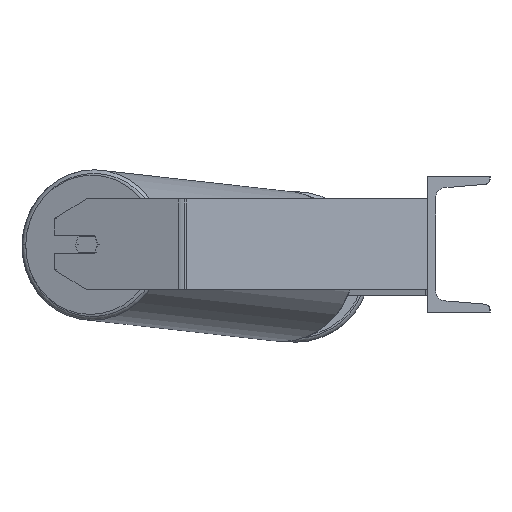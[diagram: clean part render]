
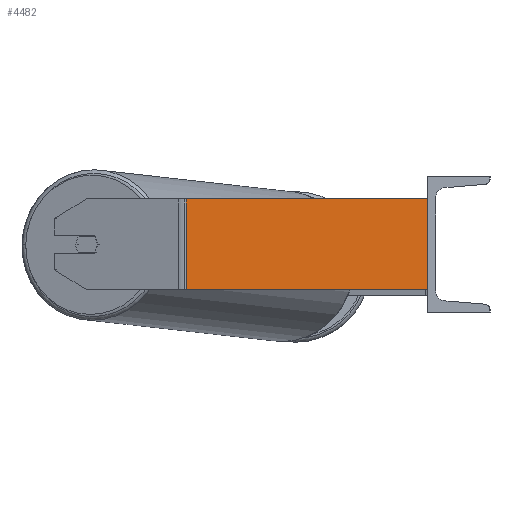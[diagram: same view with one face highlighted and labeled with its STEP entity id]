
A CAD part, left-side view. The second image highlights one B-rep face of the part: STEP entity #4482.
In plain terms, the highlighted planar face has unit normal (-0.996, -0.087, 0).
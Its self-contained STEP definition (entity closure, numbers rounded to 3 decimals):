
#48 = EDGE_LOOP ( 'NONE', ( #5692, #7529, #3011, #6882 ) ) ;
#560 = CARTESIAN_POINT ( 'NONE',  ( -803.653, 213.209, 40. ) ) ;
#597 = LINE ( 'NONE', #5541, #6640 ) ;
#1067 = VECTOR ( 'NONE', #1177, 1000. ) ;
#1177 = DIRECTION ( 'NONE',  ( 0.087, -0.996, 0. ) ) ;
#1180 = PLANE ( 'NONE',  #3121 ) ;
#1277 = LINE ( 'NONE', #4695, #1067 ) ;
#1341 = CARTESIAN_POINT ( 'NONE',  ( -785., 0., -40. ) ) ;
#1378 = DIRECTION ( 'NONE',  ( 0.087, -0.996, 0. ) ) ;
#1954 = DIRECTION ( 'NONE',  ( 0., 0., -1. ) ) ;
#2042 = LINE ( 'NONE', #7684, #8082 ) ;
#2840 = VERTEX_POINT ( 'NONE', #560 ) ;
#3011 = ORIENTED_EDGE ( 'NONE', *, *, #7729, .F. ) ;
#3121 = AXIS2_PLACEMENT_3D ( 'NONE', #4008, #3213, #6825 ) ;
#3213 = DIRECTION ( 'NONE',  ( 0.996, 0.087, 0. ) ) ;
#3863 = EDGE_CURVE ( 'NONE', #7826, #3917, #2042, .T. ) ;
#3917 = VERTEX_POINT ( 'NONE', #1341 ) ;
#4008 = CARTESIAN_POINT ( 'NONE',  ( -803.963, 216.743, 40. ) ) ;
#4482 = ADVANCED_FACE ( 'NONE', ( #5341 ), #1180, .F. ) ;
#4695 = CARTESIAN_POINT ( 'NONE',  ( -803.963, 216.743, 40. ) ) ;
#4709 = CARTESIAN_POINT ( 'NONE',  ( -803.653, 213.209, -40. ) ) ;
#4770 = CARTESIAN_POINT ( 'NONE',  ( -803.653, 213.209, 40. ) ) ;
#4892 = EDGE_CURVE ( 'NONE', #2840, #8941, #6098, .T. ) ;
#5341 = FACE_OUTER_BOUND ( 'NONE', #48, .T. ) ;
#5541 = CARTESIAN_POINT ( 'NONE',  ( -803.963, 216.743, -40. ) ) ;
#5692 = ORIENTED_EDGE ( 'NONE', *, *, #6398, .T. ) ;
#6098 = LINE ( 'NONE', #4770, #8201 ) ;
#6308 = CARTESIAN_POINT ( 'NONE',  ( -785., 0., 40. ) ) ;
#6398 = EDGE_CURVE ( 'NONE', #8941, #3917, #597, .T. ) ;
#6640 = VECTOR ( 'NONE', #1378, 1000. ) ;
#6825 = DIRECTION ( 'NONE',  ( -0.087, 0.996, 0. ) ) ;
#6882 = ORIENTED_EDGE ( 'NONE', *, *, #4892, .T. ) ;
#7529 = ORIENTED_EDGE ( 'NONE', *, *, #3863, .F. ) ;
#7684 = CARTESIAN_POINT ( 'NONE',  ( -785., 0., 40. ) ) ;
#7729 = EDGE_CURVE ( 'NONE', #2840, #7826, #1277, .T. ) ;
#7826 = VERTEX_POINT ( 'NONE', #6308 ) ;
#8082 = VECTOR ( 'NONE', #9144, 1000. ) ;
#8201 = VECTOR ( 'NONE', #1954, 1000. ) ;
#8941 = VERTEX_POINT ( 'NONE', #4709 ) ;
#9144 = DIRECTION ( 'NONE',  ( 0., 0., -1. ) ) ;
